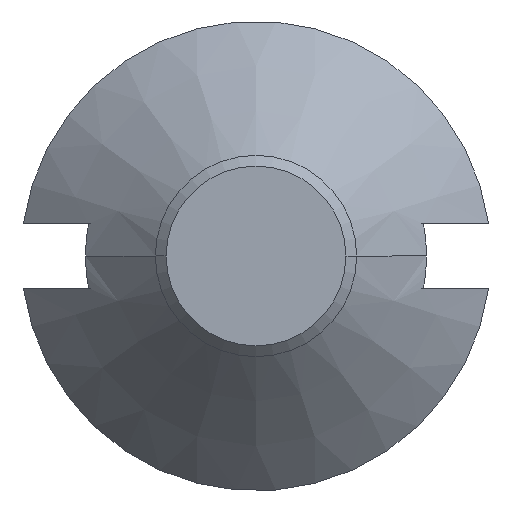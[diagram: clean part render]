
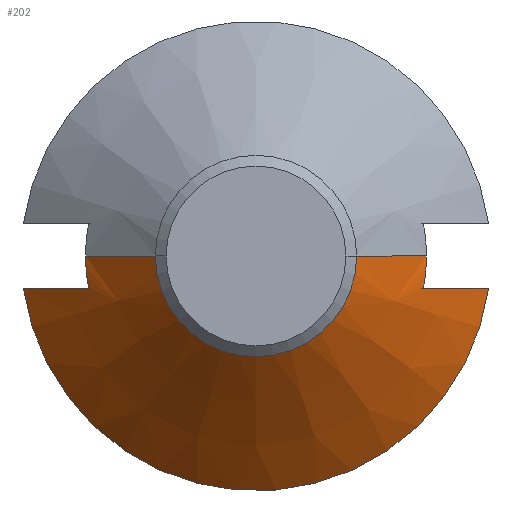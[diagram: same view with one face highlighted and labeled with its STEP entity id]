
A CAD part, front view. The second image highlights one B-rep face of the part: STEP entity #202.
In plain terms, the highlighted conical face has half-angle 45 degrees and reference radius 25.4 mm.
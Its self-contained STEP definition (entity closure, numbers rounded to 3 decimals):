
#1=CARTESIAN_POINT('POINT1',(2.752,6.35,-0.381)
   );
#2=VERTEX_POINT('VERTEX1',#1);
#3=CARTESIAN_POINT('POINT2',(-2.752,6.35,-0.381
   ));
#4=VERTEX_POINT('VERTEX2',#3);
#5=CARTESIAN_POINT('POS1',(0.,6.35,
   0.));
#6=DIRECTION('DIR1',(0.,1.,0.));
#7=DIRECTION('DIR2',(0.991,0.,
   -0.137));
#8=AXIS2_PLACEMENT_3D('AXIS1',#5,#6,#7);
#9=CIRCLE('ELLIPSE1',#8,2.778);
#10=EDGE_CURVE('EDGE1',#2,#4,#9,.T.);
#26=CARTESIAN_POINT('POINT3',(-1.98,5.588,
   -0.381));
#27=VERTEX_POINT('VERTEX3',#26);
#28=(BOUNDED_CURVE() B_SPLINE_CURVE(3,(#29,#30,#31,#32,#33,#34),
   .UNSPECIFIED.,.F.,.F.) B_SPLINE_CURVE_WITH_KNOTS((4,1,1,4),(0.,
   0.338,0.671,1.),.UNSPECIFIED.) 
   CURVE() GEOMETRIC_REPRESENTATION_ITEM() RATIONAL_B_SPLINE_CURVE((
   1.,1.,1.,1.,1.,1.)) 
   REPRESENTATION_ITEM('SPLINE_CRV1'));
#29=CARTESIAN_POINT('',(-2.752,6.35,-0.381));
#30=CARTESIAN_POINT('',(-2.66,6.259,
   -0.381));
#31=CARTESIAN_POINT('',(-2.481,6.082,
   -0.381));
#32=CARTESIAN_POINT('',(-2.223,5.828,
   -0.381));
#33=CARTESIAN_POINT('',(-2.06,5.666,
   -0.381));
#34=CARTESIAN_POINT('',(-1.98,5.588,-0.381));
#35=EDGE_CURVE('EDGE3',#4,#27,#28,.T.);
#37=CARTESIAN_POINT('POINT4',(1.98,5.588,-0.381
   ));
#38=VERTEX_POINT('VERTEX4',#37);
#45=(BOUNDED_CURVE() B_SPLINE_CURVE(3,(#46,#47,#48,#49,#50,#51),
   .UNSPECIFIED.,.F.,.F.) B_SPLINE_CURVE_WITH_KNOTS((4,1,1,4),(0.,
   0.329,0.662,1.),.UNSPECIFIED.) 
   CURVE() GEOMETRIC_REPRESENTATION_ITEM() RATIONAL_B_SPLINE_CURVE((
   1.,1.,1.,1.,1.,1.)) 
   REPRESENTATION_ITEM('SPLINE_CRV2'));
#46=CARTESIAN_POINT('',(1.98,5.588,-0.381));
#47=CARTESIAN_POINT('',(2.059,5.666,
   -0.381));
#48=CARTESIAN_POINT('',(2.223,5.827,
   -0.381));
#49=CARTESIAN_POINT('',(2.481,6.081,
   -0.381));
#50=CARTESIAN_POINT('',(2.66,6.259,
   -0.381));
#51=CARTESIAN_POINT('',(2.752,6.35,-0.381));
#52=EDGE_CURVE('EDGE5',#38,#2,#45,.T.);
#63=CARTESIAN_POINT('POINT5',(2.016,5.588,
   0.));
#64=VERTEX_POINT('VERTEX5',#63);
#65=CARTESIAN_POINT('POS6',(0.,5.588,
   0.));
#66=DIRECTION('DIR9',(0.,-1.,0.));
#67=DIRECTION('DIR10',(0.982,0.,
   -0.189));
#68=AXIS2_PLACEMENT_3D('AXIS4',#65,#66,#67);
#69=CIRCLE('ELLIPSE2',#68,2.016);
#70=EDGE_CURVE('EDGE6',#38,#64,#69,.T.);
#73=CARTESIAN_POINT('POINT6',(-2.016,5.588,0.));
#74=VERTEX_POINT('VERTEX6',#73);
#75=CARTESIAN_POINT('POS7',(0.,5.588,
   0.));
#76=DIRECTION('DIR11',(0.,-1.,0.));
#77=DIRECTION('DIR12',(-1.,0.,0.));
#78=AXIS2_PLACEMENT_3D('AXIS5',#75,#76,#77);
#79=CIRCLE('ELLIPSE3',#78,2.016);
#80=EDGE_CURVE('EDGE7',#74,#27,#79,.T.);
#167=ORIENTED_EDGE('COEDGE19',*,*,#35,.F.);
#168=ORIENTED_EDGE('COEDGE20',*,*,#10,.F.);
#169=ORIENTED_EDGE('COEDGE21',*,*,#52,.F.);
#170=ORIENTED_EDGE('COEDGE22',*,*,#70,.T.);
#171=CARTESIAN_POINT('POINT11',(1.191,4.763,
   0.));
#172=VERTEX_POINT('VERTEX11',#171);
#173=CARTESIAN_POINT('POS16',(1.191,4.763,
   0.));
#174=DIRECTION('DIR27',(0.707,0.707,
   0.));
#175=VECTOR('VEC5',#174,25.4);
#176=LINE('STRAIGHT5',#173,#175);
#177=EDGE_CURVE('EDGE15',#172,#64,#176,.T.);
#178=ORIENTED_EDGE('COEDGE23',*,*,#177,.F.);
#179=CARTESIAN_POINT('POINT12',(-1.191,4.763,0.));
#180=VERTEX_POINT('VERTEX12',#179);
#181=CARTESIAN_POINT('POS17',(0.,4.763,
   0.));
#182=DIRECTION('DIR28',(0.,1.,0.));
#183=DIRECTION('DIR29',(1.,0.,0.));
#184=AXIS2_PLACEMENT_3D('AXIS12',#181,#182,#183);
#185=CIRCLE('ELLIPSE7',#184,1.191);
#186=EDGE_CURVE('EDGE16',#172,#180,#185,.T.);
#187=ORIENTED_EDGE('COEDGE24',*,*,#186,.T.);
#188=CARTESIAN_POINT('POS18',(-1.191,4.763,
   0.));
#189=DIRECTION('DIR30',(-0.707,0.707,
   0.));
#190=VECTOR('VEC6',#189,25.4);
#191=LINE('STRAIGHT6',#188,#190);
#192=EDGE_CURVE('EDGE17',#180,#74,#191,.T.);
#193=ORIENTED_EDGE('COEDGE25',*,*,#192,.T.);
#194=ORIENTED_EDGE('COEDGE26',*,*,#80,.T.);
#195=EDGE_LOOP('NONE',(#167,#168,#169,#170,#178,#187,#193,#194));
#196=FACE_BOUND('LOOP1',#195,.T.);
#197=CARTESIAN_POINT('POS19',(0.,28.972,0.));
#198=DIRECTION('DIR31',(0.,1.,0.));
#199=DIRECTION('DIR32',(-1.,0.,0.));
#200=AXIS2_PLACEMENT_3D('AXIS13',#197,#198,#199);
#201=CONICAL_SURFACE('CONE_SURF1',#200,25.4,0.785);
#202=ADVANCED_FACE('FACE6',(#196),#201,.T.);
